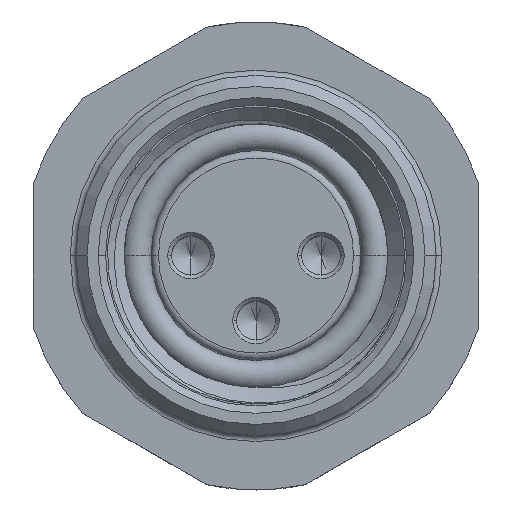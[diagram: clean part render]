
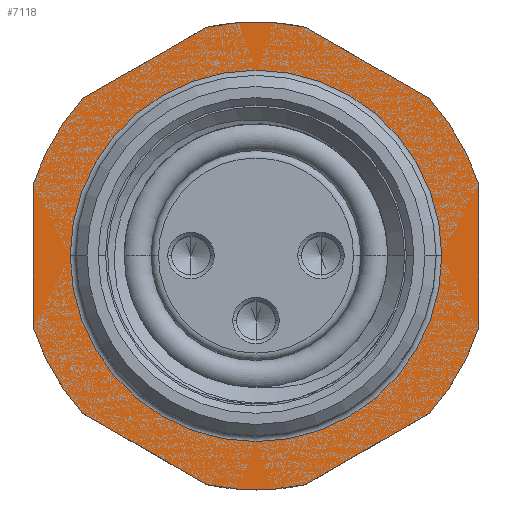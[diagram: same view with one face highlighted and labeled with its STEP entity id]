
A CAD part, top view. The second image highlights one B-rep face of the part: STEP entity #7118.
In plain terms, the highlighted planar face has unit normal (0, 0, 1).
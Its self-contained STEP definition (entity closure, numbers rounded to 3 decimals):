
#3916=CARTESIAN_POINT('',(0.,0.,-0.3));
#3917=DIRECTION('',(0.,0.,1.));
#3918=DIRECTION('',(0.212,0.977,0.));
#3919=AXIS2_PLACEMENT_3D('',#3916,#3917,#3918);
#3921=DIRECTION('',(-0.866,0.5,0.));
#3922=VECTOR('',#3921,3.842);
#3923=CARTESIAN_POINT('',(4.664,4.236,-0.3));
#3924=LINE('',#3923,#3922);
#3925=CARTESIAN_POINT('',(0.,0.,-0.3));
#3926=DIRECTION('',(0.,0.,1.));
#3927=DIRECTION('',(0.952,0.305,0.));
#3928=AXIS2_PLACEMENT_3D('',#3925,#3926,#3927);
#3930=DIRECTION('',(0.,1.,0.));
#3931=VECTOR('',#3930,3.842);
#3932=CARTESIAN_POINT('',(6.,-1.921,-0.3));
#3933=LINE('',#3932,#3931);
#3934=CARTESIAN_POINT('',(0.,0.,-0.3));
#3935=DIRECTION('',(0.,0.,1.));
#3936=DIRECTION('',(0.74,-0.672,0.));
#3937=AXIS2_PLACEMENT_3D('',#3934,#3935,#3936);
#3939=DIRECTION('',(0.866,0.5,0.));
#3940=VECTOR('',#3939,3.842);
#3941=CARTESIAN_POINT('',(1.336,-6.157,-0.3));
#3942=LINE('',#3941,#3940);
#3943=CARTESIAN_POINT('',(0.,0.,-0.3));
#3944=DIRECTION('',(0.,0.,1.));
#3945=DIRECTION('',(-0.212,-0.977,0.));
#3946=AXIS2_PLACEMENT_3D('',#3943,#3944,#3945);
#3948=DIRECTION('',(0.866,-0.5,0.));
#3949=VECTOR('',#3948,3.842);
#3950=CARTESIAN_POINT('',(-4.664,-4.236,-0.3));
#3951=LINE('',#3950,#3949);
#3952=CARTESIAN_POINT('',(0.,0.,-0.3));
#3953=DIRECTION('',(0.,0.,1.));
#3954=DIRECTION('',(-0.952,-0.305,0.));
#3955=AXIS2_PLACEMENT_3D('',#3952,#3953,#3954);
#3957=DIRECTION('',(0.,-1.,0.));
#3958=VECTOR('',#3957,3.842);
#3959=CARTESIAN_POINT('',(-6.,1.921,-0.3));
#3960=LINE('',#3959,#3958);
#3961=CARTESIAN_POINT('',(0.,0.,-0.3));
#3962=DIRECTION('',(0.,0.,1.));
#3963=DIRECTION('',(-0.74,0.672,0.));
#3964=AXIS2_PLACEMENT_3D('',#3961,#3962,#3963);
#3966=DIRECTION('',(-0.866,-0.5,0.));
#3967=VECTOR('',#3966,3.842);
#3968=CARTESIAN_POINT('',(-1.336,6.157,-0.3));
#3969=LINE('',#3968,#3967);
#3970=CARTESIAN_POINT('',(0.,0.,-0.3));
#3971=DIRECTION('',(0.,0.,1.));
#3972=DIRECTION('',(-1.,0.,0.));
#3973=AXIS2_PLACEMENT_3D('',#3970,#3971,#3972);
#3975=CARTESIAN_POINT('',(0.,0.,-0.3));
#3976=DIRECTION('',(0.,0.,1.));
#3977=DIRECTION('',(1.,0.,0.));
#3978=AXIS2_PLACEMENT_3D('',#3975,#3976,#3977);
#6282=CARTESIAN_POINT('',(1.336,6.157,-0.3));
#6283=CARTESIAN_POINT('',(-1.336,6.157,-0.3));
#6284=VERTEX_POINT('',#6282);
#6285=VERTEX_POINT('',#6283);
#6286=CARTESIAN_POINT('',(-4.664,4.236,-0.3));
#6287=VERTEX_POINT('',#6286);
#6288=CARTESIAN_POINT('',(-6.,1.921,-0.3));
#6289=VERTEX_POINT('',#6288);
#6290=CARTESIAN_POINT('',(-6.,-1.921,-0.3));
#6291=VERTEX_POINT('',#6290);
#6292=CARTESIAN_POINT('',(-4.664,-4.236,-0.3));
#6293=VERTEX_POINT('',#6292);
#6294=CARTESIAN_POINT('',(-1.336,-6.157,-0.3));
#6295=VERTEX_POINT('',#6294);
#6296=CARTESIAN_POINT('',(1.336,-6.157,-0.3));
#6297=VERTEX_POINT('',#6296);
#6298=CARTESIAN_POINT('',(4.664,-4.236,-0.3));
#6299=VERTEX_POINT('',#6298);
#6300=CARTESIAN_POINT('',(6.,-1.921,-0.3));
#6301=VERTEX_POINT('',#6300);
#6302=CARTESIAN_POINT('',(6.,1.921,-0.3));
#6303=VERTEX_POINT('',#6302);
#6304=CARTESIAN_POINT('',(4.664,4.236,-0.3));
#6305=VERTEX_POINT('',#6304);
#6352=CARTESIAN_POINT('',(5.,0.,-0.3));
#6353=CARTESIAN_POINT('',(-5.,0.,-0.3));
#6354=VERTEX_POINT('',#6352);
#6355=VERTEX_POINT('',#6353);
#7081=CARTESIAN_POINT('',(0.,0.,-0.3));
#7082=DIRECTION('',(0.,0.,1.));
#7083=DIRECTION('',(1.,0.,0.));
#7084=AXIS2_PLACEMENT_3D('',#7081,#7082,#7083);
#7085=PLANE('',#7084);
#7087=ORIENTED_EDGE('',*,*,#7086,.F.);
#7089=ORIENTED_EDGE('',*,*,#7088,.F.);
#7091=ORIENTED_EDGE('',*,*,#7090,.F.);
#7093=ORIENTED_EDGE('',*,*,#7092,.F.);
#7095=ORIENTED_EDGE('',*,*,#7094,.F.);
#7097=ORIENTED_EDGE('',*,*,#7096,.F.);
#7099=ORIENTED_EDGE('',*,*,#7098,.F.);
#7101=ORIENTED_EDGE('',*,*,#7100,.F.);
#7103=ORIENTED_EDGE('',*,*,#7102,.F.);
#7105=ORIENTED_EDGE('',*,*,#7104,.F.);
#7107=ORIENTED_EDGE('',*,*,#7106,.F.);
#7109=ORIENTED_EDGE('',*,*,#7108,.F.);
#7110=EDGE_LOOP('',(#7087,#7089,#7091,#7093,#7095,#7097,#7099,#7101,#7103,#7105,
#7107,#7109));
#7111=FACE_OUTER_BOUND('',#7110,.F.);
#7113=ORIENTED_EDGE('',*,*,#7112,.T.);
#7115=ORIENTED_EDGE('',*,*,#7114,.T.);
#7116=EDGE_LOOP('',(#7113,#7115));
#7117=FACE_BOUND('',#7116,.F.);
#3920=CIRCLE('',#3919,6.3);
#3929=CIRCLE('',#3928,6.3);
#3938=CIRCLE('',#3937,6.3);
#3947=CIRCLE('',#3946,6.3);
#3956=CIRCLE('',#3955,6.3);
#3965=CIRCLE('',#3964,6.3);
#3974=CIRCLE('',#3973,5.);
#3979=CIRCLE('',#3978,5.);
#7086=EDGE_CURVE('',#6284,#6285,#3920,.T.);
#7088=EDGE_CURVE('',#6305,#6284,#3924,.T.);
#7090=EDGE_CURVE('',#6303,#6305,#3929,.T.);
#7092=EDGE_CURVE('',#6301,#6303,#3933,.T.);
#7094=EDGE_CURVE('',#6299,#6301,#3938,.T.);
#7096=EDGE_CURVE('',#6297,#6299,#3942,.T.);
#7098=EDGE_CURVE('',#6295,#6297,#3947,.T.);
#7100=EDGE_CURVE('',#6293,#6295,#3951,.T.);
#7102=EDGE_CURVE('',#6291,#6293,#3956,.T.);
#7104=EDGE_CURVE('',#6289,#6291,#3960,.T.);
#7106=EDGE_CURVE('',#6287,#6289,#3965,.T.);
#7108=EDGE_CURVE('',#6285,#6287,#3969,.T.);
#7112=EDGE_CURVE('',#6355,#6354,#3974,.T.);
#7114=EDGE_CURVE('',#6354,#6355,#3979,.T.);
#7118=ADVANCED_FACE('',(#7111,#7117),#7085,.T.);
